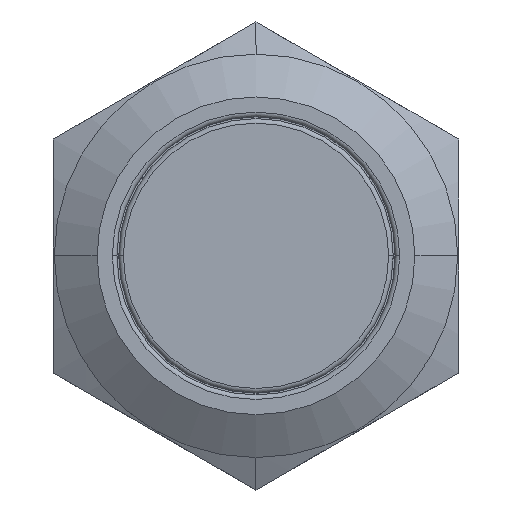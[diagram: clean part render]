
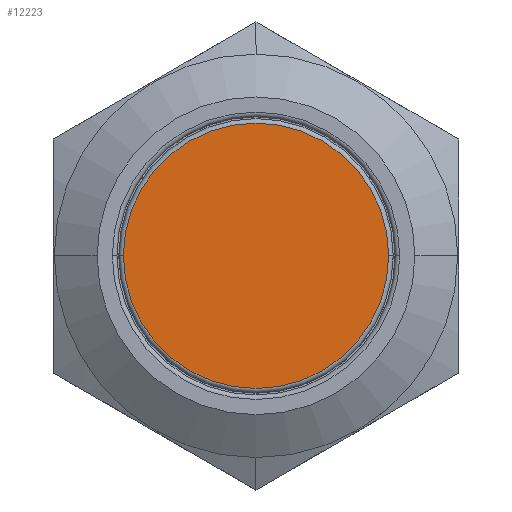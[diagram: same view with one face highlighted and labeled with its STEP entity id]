
A CAD part, top view. The second image highlights one B-rep face of the part: STEP entity #12223.
In plain terms, the highlighted planar face has unit normal (0, 0, 1).
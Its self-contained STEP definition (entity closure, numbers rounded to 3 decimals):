
#652 = EDGE_LOOP ( 'NONE', ( #6930, #10697 ) ) ;
#1023 = AXIS2_PLACEMENT_3D ( 'NONE', #14790, #17165, #16463 ) ;
#2499 = DIRECTION ( 'NONE',  ( 0., 0., 1. ) ) ;
#3338 = VERTEX_POINT ( 'NONE', #17336 ) ;
#4562 = AXIS2_PLACEMENT_3D ( 'NONE', #8735, #2499, #4722 ) ;
#4722 = DIRECTION ( 'NONE',  ( 1., 0., 0. ) ) ;
#5783 = PLANE ( 'NONE',  #4562 ) ;
#6154 = CARTESIAN_POINT ( 'NONE',  ( 7.2, 0., 18.75 ) ) ;
#6164 = CARTESIAN_POINT ( 'NONE',  ( 0., 0., 18.75 ) ) ;
#6930 = ORIENTED_EDGE ( 'NONE', *, *, #14279, .T. ) ;
#8149 = EDGE_CURVE ( 'NONE', #3338, #20475, #12706, .T. ) ;
#8735 = CARTESIAN_POINT ( 'NONE',  ( 0., 0., 18.75 ) ) ;
#10697 = ORIENTED_EDGE ( 'NONE', *, *, #8149, .T. ) ;
#12223 = ADVANCED_FACE ( 'NONE', ( #20183 ), #5783, .T. ) ;
#12706 = CIRCLE ( 'NONE', #1023, 7.2 ) ;
#13359 = AXIS2_PLACEMENT_3D ( 'NONE', #6164, #14483, #17520 ) ;
#14279 = EDGE_CURVE ( 'NONE', #20475, #3338, #16041, .T. ) ;
#14483 = DIRECTION ( 'NONE',  ( 0., 0., 1. ) ) ;
#14790 = CARTESIAN_POINT ( 'NONE',  ( 0., 0., 18.75 ) ) ;
#16041 = CIRCLE ( 'NONE', #13359, 7.2 ) ;
#16463 = DIRECTION ( 'NONE',  ( 1., 0., 0. ) ) ;
#17165 = DIRECTION ( 'NONE',  ( 0., 0., 1. ) ) ;
#17336 = CARTESIAN_POINT ( 'NONE',  ( -7.2, 0., 18.75 ) ) ;
#17520 = DIRECTION ( 'NONE',  ( 1., 0., 0. ) ) ;
#20183 = FACE_OUTER_BOUND ( 'NONE', #652, .T. ) ;
#20475 = VERTEX_POINT ( 'NONE', #6154 ) ;
